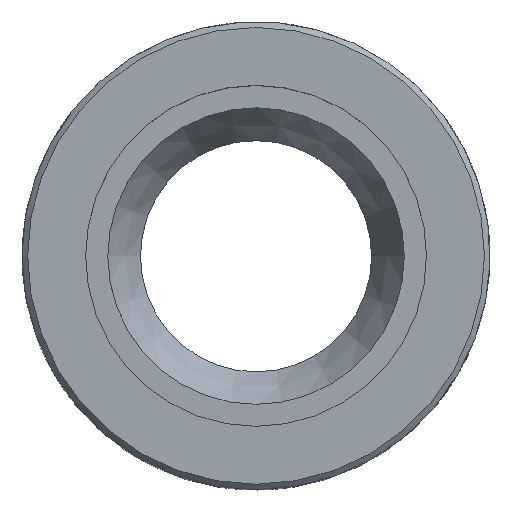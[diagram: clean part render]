
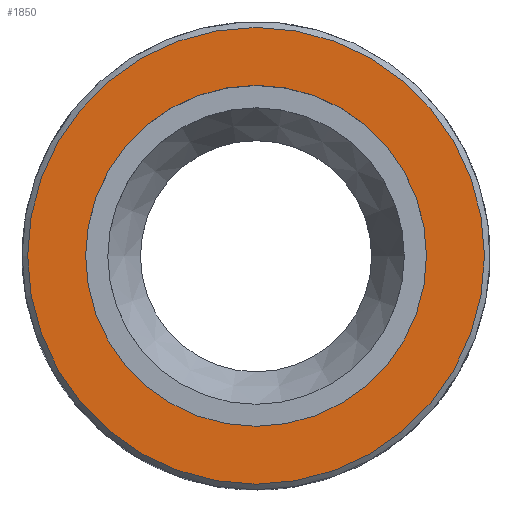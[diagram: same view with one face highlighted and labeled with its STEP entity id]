
A CAD part, top view. The second image highlights one B-rep face of the part: STEP entity #1850.
In plain terms, the highlighted planar face has unit normal (0, 0, 1).
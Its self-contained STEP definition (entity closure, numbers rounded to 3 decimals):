
#67=PLANE('',#1987);
#441=ORIENTED_EDGE('',*,*,#761,.T.);
#442=ORIENTED_EDGE('',*,*,#762,.F.);
#761=EDGE_CURVE('',#912,#912,#990,.T.);
#762=EDGE_CURVE('',#913,#913,#991,.T.);
#912=VERTEX_POINT('',#2806);
#913=VERTEX_POINT('',#2808);
#990=CIRCLE('',#1988,15.188);
#991=CIRCLE('',#1989,20.35);
#1072=EDGE_LOOP('',(#441));
#1073=EDGE_LOOP('',(#442));
#1166=FACE_BOUND('',#1072,.T.);
#1167=FACE_BOUND('',#1073,.T.);
#1850=ADVANCED_FACE('',(#1166,#1167),#67,.F.);
#1987=AXIS2_PLACEMENT_3D('',#2804,#2324,#2325);
#1988=AXIS2_PLACEMENT_3D('',#2805,#2326,#2327);
#1989=AXIS2_PLACEMENT_3D('',#2807,#2328,#2329);
#2324=DIRECTION('',(0.,0.,-1.));
#2325=DIRECTION('',(-1.,0.,0.));
#2326=DIRECTION('',(0.,0.,-1.));
#2327=DIRECTION('',(1.,0.,0.));
#2328=DIRECTION('',(0.,0.,-1.));
#2329=DIRECTION('',(-1.,0.,0.));
#2804=CARTESIAN_POINT('',(20.85,0.,22.65));
#2805=CARTESIAN_POINT('',(0.,0.,22.65));
#2806=CARTESIAN_POINT('',(15.188,0.,22.65));
#2807=CARTESIAN_POINT('',(0.,0.,22.65));
#2808=CARTESIAN_POINT('',(-20.35,0.,22.65));
